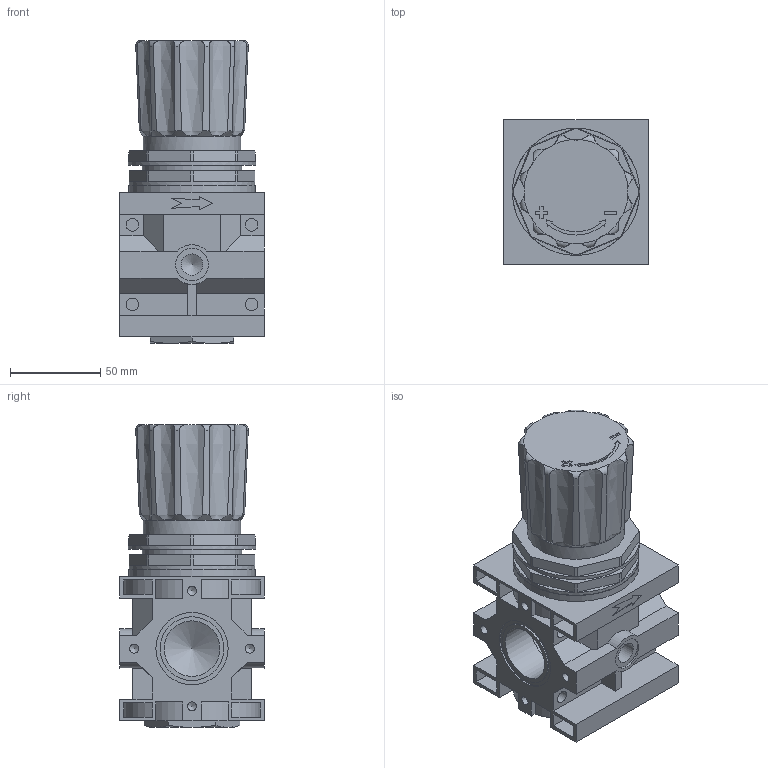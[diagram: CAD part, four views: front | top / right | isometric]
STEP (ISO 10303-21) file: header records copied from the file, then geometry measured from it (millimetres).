
FILE_DESCRIPTION(('STEP AP214'),'1');
FILE_NAME('regolatore 3-4 1 80x80.stp','2021-07-28T11:07:39',(' '),(' '),'Spatial InterOp 3D',' ',' ');
FILE_SCHEMA(('AUTOMOTIVE_DESIGN { 1 0 10303 214 1 1 1 1 }'));
Length unit declared in the file: metre
Products named in the file (5): 1601396373; 1601393946; 1601391060; 1553183947; 1601384150
Bounding box: 80 x 80 x 167.6 mm (x, y, z)
Volume: 581939.9 mm3; surface area: 108235.6 mm2
Topology: 5 solids, 5 shells, 359 faces, 913 edges, 597 vertices
Faces by surface type: plane 231, cylinder 64, cone 40, bspline 12, torus 12
Full cylindrical faces by diameter (mm): 5 x16, 7 x8, 11.8 x4, 13.16 x1, 18 x2, 30.75 x4, 35.3 x1, 40 x1, 54 x1, 55 x1, 69.5 x1, 70 x1, 70.5 x1
Entity records: 14109 total; most frequent: CARTESIAN_POINT 2882, DIRECTION 1658, ORIENTED_EDGE 1658, EDGE_CURVE 829, VERTEX_POINT 581, AXIS2_PLACEMENT_3D 565, LINE 528, VECTOR 528
